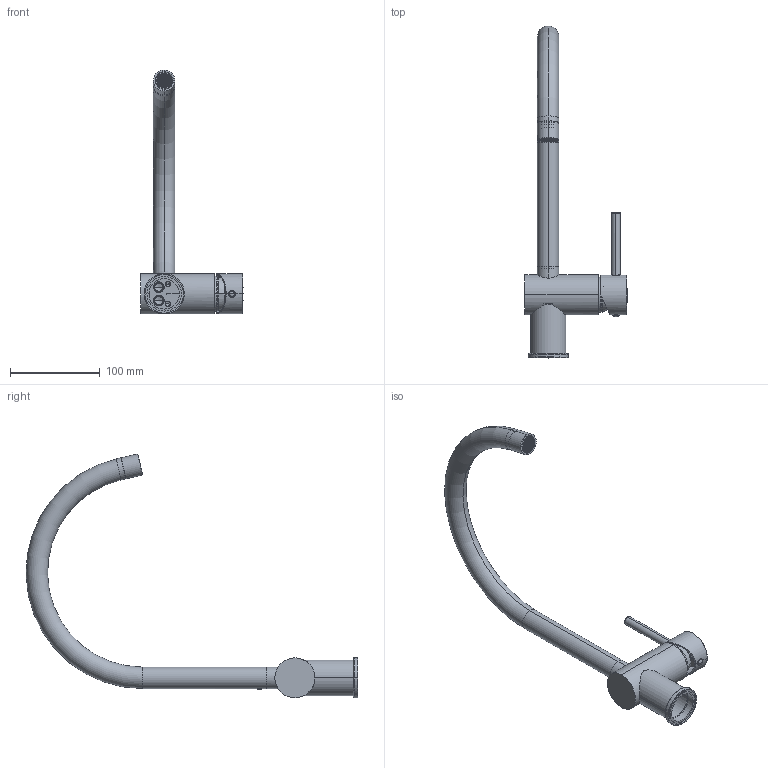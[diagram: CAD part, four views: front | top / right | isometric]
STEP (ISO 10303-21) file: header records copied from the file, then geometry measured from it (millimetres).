
FILE_DESCRIPTION((''),'2;1');
FILE_NAME('LIG280CR_ASM','2021-06-10T09:55:06',('ut3'),('PAFFONI SpA'),'CREO PARAMETRIC BY PTC INC, 2020044','CREO PARAMETRIC BY PTC INC, 2020044','');
FILE_SCHEMA(('CONFIG_CONTROL_DESIGN','SHAPE_APPEARANCE_LAYERS_GROUPS'));
Length unit declared in the file: millimetre
Products named in the file (32): 2042060GR; 4071410_CORPO; 4071410_TEFLON; 4071410_ROTAZIONE; 4071410_ASTA; 4071410_FONDELLO; 4071410_GHIERA; 4071410_ASM; 2041630GR; 1000505GR; 4111160CRX; 2051108GR; 2091105CRN; 2042071GR; 2042056GR; 2091011__AF0; 2091011__AF1; 2092281_AF0; 2092281_AF1; 5002065GR_ASM; 2091114; 2051110; 2042058GR; 2081211CR; 2091256; 2091104; 2041575GR; 5004013CR_ASM; 2042053NI; 2042057GR; 2042059CR; LIG280CR_ASM
Assembly tree (32 placements, depth 3):
  LIG280CR_ASM
    2042060GR
    4071410_ASM
      4071410_CORPO
      4071410_TEFLON
      4071410_ROTAZIONE
      4071410_ASTA
      4071410_FONDELLO
      4071410_GHIERA
    2041630GR
    1000505GR
    4111160CRX
    2051108GR
    2091105CRN
    2042071GR
    5002065GR_ASM
      2042056GR
      2091011__AF0
      2091011__AF1
      2092281_AF0
      2092281_AF1
    2091114
    2051110  x2
    2042058GR
    5004013CR_ASM
      2081211CR
      2091256
      2091104
      2041575GR
    2042053NI
    2042057GR
    2042059CR
Bounding box: 114.19 x 370.54 x 272.5 mm (x, y, z)
Volume: 200590.4 mm3; surface area: 169398.2 mm2
Topology: 31 solids, 66 shells, 3797 faces, 10768 edges, 7075 vertices
Faces by surface type: plane 2546, cylinder 664, cone 269, torus 160, bspline 82, extrusion 44, sphere 32
Entity records: 165768 total; most frequent: CARTESIAN_POINT 31163, ORIENTED_EDGE 21164, DIRECTION 20736, PRESENTATION_STYLE_ASSIGNMENT 10780, STYLED_ITEM 10736, CURVE_STYLE 10676, EDGE_CURVE 10676, VERTEX_POINT 7051
